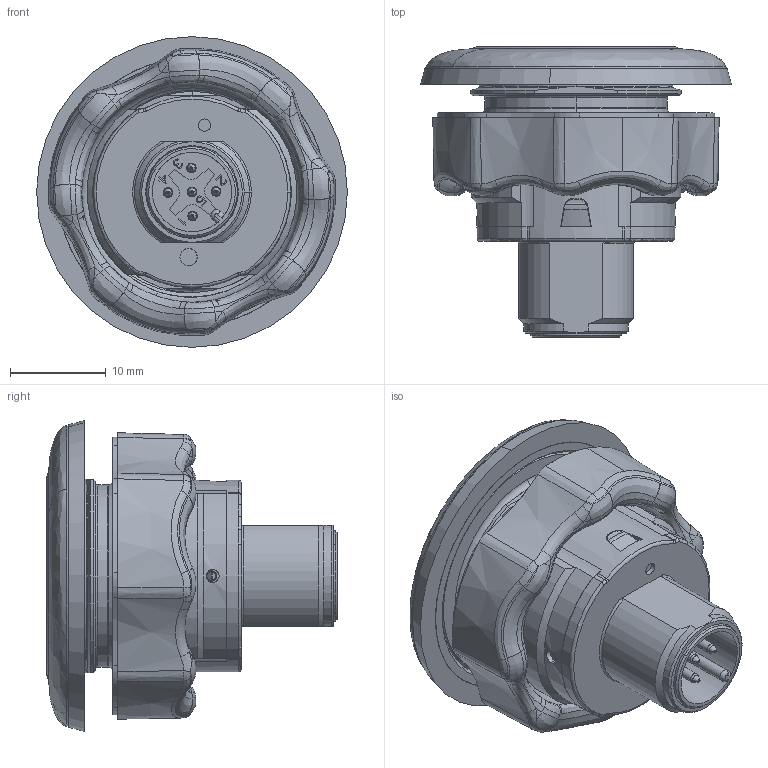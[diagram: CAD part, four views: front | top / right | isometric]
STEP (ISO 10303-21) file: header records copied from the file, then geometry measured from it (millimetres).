
FILE_DESCRIPTION (( 'STEP AP203' ), '1' );
FILE_NAME ('CAP000114-01_Oberfläche.STEP', '2021-09-08T07:21:06', ( '' ), ( '' ), 'SwSTEP 2.0', 'SolidWorks 2020', '' );
FILE_SCHEMA (( 'CONFIG_CONTROL_DESIGN' ));
Length unit declared in the file: millimetre
Products named in the file (1): CAP000114-01_Oberfläche
Bounding box: 32.44 x 30.3 x 32.44 mm (x, y, z)
Volume: 10672.4 mm3; surface area: 9349 mm2
Topology: 3 solids, 6 shells, 777 faces, 1928 edges, 1189 vertices
Faces by surface type: plane 255, bspline 160, cone 141, cylinder 137, torus 52, sphere 32
Entity records: 28556 total; most frequent: CARTESIAN_POINT 11354, ORIENTED_EDGE 3784, DIRECTION 3309, EDGE_CURVE 1892, AXIS2_PLACEMENT_3D 1268, VERTEX_POINT 1175, EDGE_LOOP 841, ADVANCED_FACE 777
